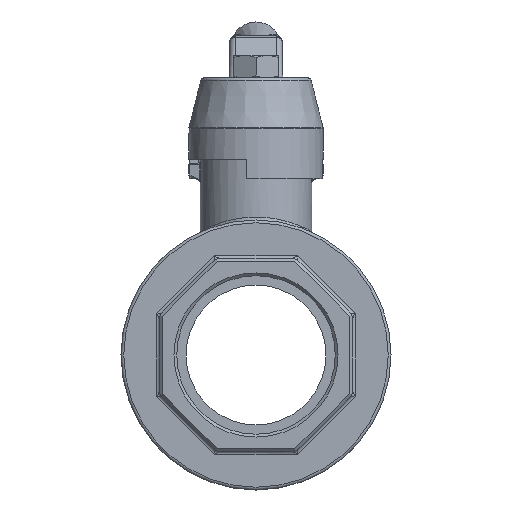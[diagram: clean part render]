
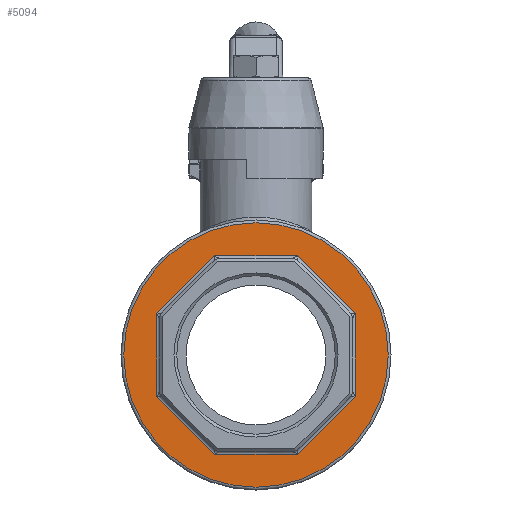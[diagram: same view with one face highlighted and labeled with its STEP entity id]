
A CAD part, front view. The second image highlights one B-rep face of the part: STEP entity #5094.
In plain terms, the highlighted planar face has unit normal (0, -1, 0).
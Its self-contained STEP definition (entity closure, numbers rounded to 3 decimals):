
#272=CIRCLE('',#6941,47.25);
#815=LINE('',#10393,#1142);
#816=LINE('',#10396,#1143);
#817=LINE('',#10398,#1144);
#818=LINE('',#10400,#1145);
#819=LINE('',#10402,#1146);
#820=LINE('',#10404,#1147);
#821=LINE('',#10406,#1148);
#822=LINE('',#10408,#1149);
#1142=VECTOR('',#7774,1000.);
#1143=VECTOR('',#7775,1000.);
#1144=VECTOR('',#7776,1000.);
#1145=VECTOR('',#7777,1000.);
#1146=VECTOR('',#7778,1000.);
#1147=VECTOR('',#7779,1000.);
#1148=VECTOR('',#7780,1000.);
#1149=VECTOR('',#7781,1000.);
#1911=ORIENTED_EDGE('',*,*,#3231,.T.);
#1912=ORIENTED_EDGE('',*,*,#3232,.T.);
#1913=ORIENTED_EDGE('',*,*,#3233,.T.);
#1914=ORIENTED_EDGE('',*,*,#3234,.T.);
#1915=ORIENTED_EDGE('',*,*,#3235,.T.);
#1916=ORIENTED_EDGE('',*,*,#3236,.T.);
#1917=ORIENTED_EDGE('',*,*,#3237,.T.);
#1918=ORIENTED_EDGE('',*,*,#3238,.T.);
#1919=ORIENTED_EDGE('',*,*,#3239,.T.);
#3231=EDGE_CURVE('',#3910,#3910,#272,.F.);
#3232=EDGE_CURVE('',#3911,#3912,#815,.T.);
#3233=EDGE_CURVE('',#3912,#3913,#816,.T.);
#3234=EDGE_CURVE('',#3913,#3914,#817,.T.);
#3235=EDGE_CURVE('',#3914,#3915,#818,.T.);
#3236=EDGE_CURVE('',#3915,#3916,#819,.T.);
#3237=EDGE_CURVE('',#3916,#3917,#820,.T.);
#3238=EDGE_CURVE('',#3917,#3918,#821,.T.);
#3239=EDGE_CURVE('',#3918,#3911,#822,.T.);
#3910=VERTEX_POINT('',#10392);
#3911=VERTEX_POINT('',#10394);
#3912=VERTEX_POINT('',#10395);
#3913=VERTEX_POINT('',#10397);
#3914=VERTEX_POINT('',#10399);
#3915=VERTEX_POINT('',#10401);
#3916=VERTEX_POINT('',#10403);
#3917=VERTEX_POINT('',#10405);
#3918=VERTEX_POINT('',#10407);
#4275=EDGE_LOOP('',(#1911));
#4276=EDGE_LOOP('',(#1912,#1913,#1914,#1915,#1916,#1917,#1918,#1919));
#4631=FACE_BOUND('',#4275,.T.);
#4632=FACE_BOUND('',#4276,.T.);
#4891=PLANE('',#6940);
#5094=ADVANCED_FACE('',(#4631,#4632),#4891,.F.);
#6940=AXIS2_PLACEMENT_3D('',#10390,#7770,#7771);
#6941=AXIS2_PLACEMENT_3D('',#10391,#7772,#7773);
#7770=DIRECTION('',(0.,1.,0.));
#7771=DIRECTION('',(0.,0.,1.));
#7772=DIRECTION('',(0.,1.,0.));
#7773=DIRECTION('',(0.,0.,1.));
#7774=DIRECTION('',(-0.707,0.,-0.707));
#7775=DIRECTION('',(-1.,0.,0.));
#7776=DIRECTION('',(-0.707,0.,0.707));
#7777=DIRECTION('',(0.,0.,1.));
#7778=DIRECTION('',(0.707,0.,0.707));
#7779=DIRECTION('',(1.,0.,0.));
#7780=DIRECTION('',(0.707,0.,-0.707));
#7781=DIRECTION('',(0.,0.,-1.));
#10390=CARTESIAN_POINT('',(0.,26.,0.));
#10391=CARTESIAN_POINT('',(0.,26.,0.));
#10392=CARTESIAN_POINT('',(0.,26.,47.25));
#10393=CARTESIAN_POINT('',(14.997,26.,-35.207));
#10394=CARTESIAN_POINT('',(35.5,26.,-14.705));
#10395=CARTESIAN_POINT('',(14.705,26.,-35.5));
#10396=CARTESIAN_POINT('',(-14.29,26.,-35.5));
#10397=CARTESIAN_POINT('',(-14.705,26.,-35.5));
#10398=CARTESIAN_POINT('',(-35.207,26.,-14.997));
#10399=CARTESIAN_POINT('',(-35.5,26.,-14.705));
#10400=CARTESIAN_POINT('',(-35.5,26.,14.29));
#10401=CARTESIAN_POINT('',(-35.5,26.,14.705));
#10402=CARTESIAN_POINT('',(-14.997,26.,35.207));
#10403=CARTESIAN_POINT('',(-14.705,26.,35.5));
#10404=CARTESIAN_POINT('',(14.29,26.,35.5));
#10405=CARTESIAN_POINT('',(14.705,26.,35.5));
#10406=CARTESIAN_POINT('',(35.207,26.,14.997));
#10407=CARTESIAN_POINT('',(35.5,26.,14.705));
#10408=CARTESIAN_POINT('',(35.5,26.,-14.29));
